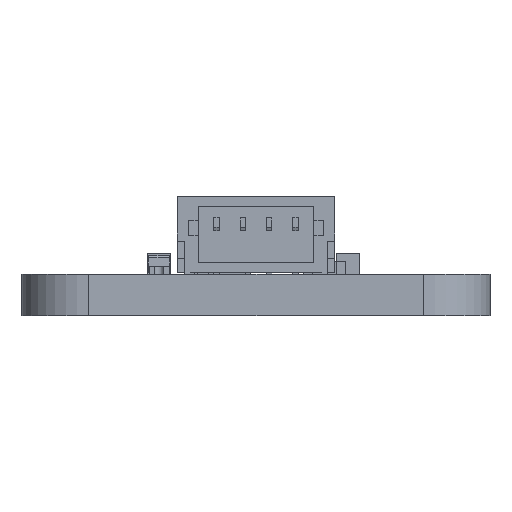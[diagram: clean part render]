
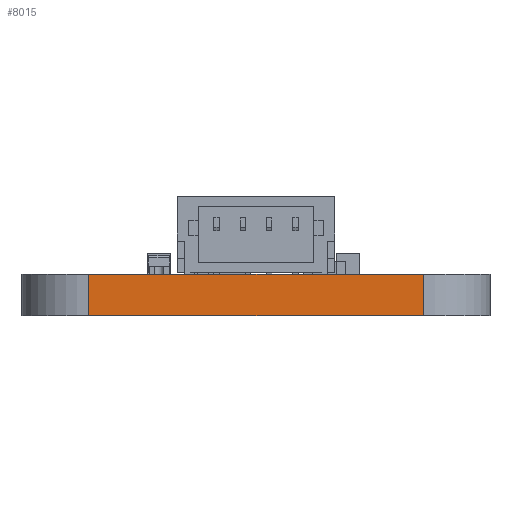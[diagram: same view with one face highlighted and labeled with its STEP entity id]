
A CAD part, left-side view. The second image highlights one B-rep face of the part: STEP entity #8015.
In plain terms, the highlighted planar face has unit normal (-1, 0, 0).
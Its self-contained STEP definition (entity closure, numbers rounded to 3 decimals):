
#170=PLANE('',#8616);
#576=FACE_OUTER_BOUND('',#1007,.T.);
#1007=EDGE_LOOP('',(#5599,#5600,#5601,#5602));
#1520=LINE('',#11443,#2521);
#1521=LINE('',#11446,#2522);
#1522=LINE('',#11448,#2523);
#1523=LINE('',#11449,#2524);
#2521=VECTOR('',#9346,10.);
#2522=VECTOR('',#9349,10.);
#2523=VECTOR('',#9350,10.);
#2524=VECTOR('',#9351,10.);
#3654=VERTEX_POINT('',#11439);
#3655=VERTEX_POINT('',#11441);
#3656=VERTEX_POINT('',#11445);
#3657=VERTEX_POINT('',#11447);
#4440=EDGE_CURVE('',#3654,#3655,#1520,.T.);
#4441=EDGE_CURVE('',#3656,#3654,#1521,.T.);
#4442=EDGE_CURVE('',#3657,#3655,#1522,.T.);
#4443=EDGE_CURVE('',#3656,#3657,#1523,.T.);
#5599=ORIENTED_EDGE('',*,*,#4441,.T.);
#5600=ORIENTED_EDGE('',*,*,#4440,.T.);
#5601=ORIENTED_EDGE('',*,*,#4442,.F.);
#5602=ORIENTED_EDGE('',*,*,#4443,.F.);
#8015=ADVANCED_FACE('',(#576),#170,.T.);
#8616=AXIS2_PLACEMENT_3D('',#11444,#9347,#9348);
#9346=DIRECTION('',(0.,0.,1.));
#9347=DIRECTION('center_axis',(-1.,0.,0.));
#9348=DIRECTION('ref_axis',(0.,-1.,0.));
#9349=DIRECTION('',(0.,-1.,0.));
#9350=DIRECTION('',(0.,-1.,0.));
#9351=DIRECTION('',(0.,0.,1.));
#11439=CARTESIAN_POINT('',(0.,2.54,0.));
#11441=CARTESIAN_POINT('',(0.,2.54,1.57));
#11443=CARTESIAN_POINT('',(0.,2.54,0.));
#11444=CARTESIAN_POINT('Origin',(0.,15.24,0.));
#11445=CARTESIAN_POINT('',(0.,15.24,0.));
#11446=CARTESIAN_POINT('',(0.,15.24,0.));
#11447=CARTESIAN_POINT('',(0.,15.24,1.57));
#11448=CARTESIAN_POINT('',(0.,15.24,1.57));
#11449=CARTESIAN_POINT('',(0.,15.24,0.));
